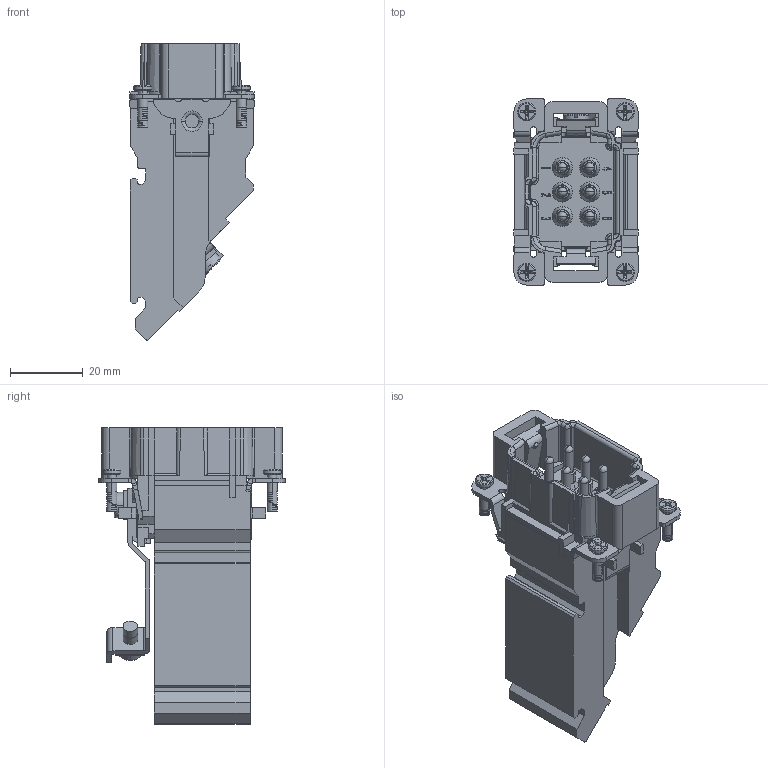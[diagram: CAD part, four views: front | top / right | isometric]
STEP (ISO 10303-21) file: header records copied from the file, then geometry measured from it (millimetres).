
FILE_DESCRIPTION((''),'2;1');
FILE_NAME('10-B','2017-09-08T',('tl.yang'),(''),'PRO/ENGINEER BY PARAMETRIC TECHNOLOGY CORPORATION, 2011500','PRO/ENGINEER BY PARAMETRIC TECHNOLOGY CORPORATION, 2011500','');
FILE_SCHEMA(('CONFIG_CONTROL_DESIGN'));
Length unit declared in the file: millimetre
Products named in the file (1): 10-B
Bounding box: 34 x 51 x 81.22 mm (x, y, z)
Volume: 48812 mm3; surface area: 20245 mm2
Topology: 1 solids, 2 shells, 1320 faces, 4047 edges, 2747 vertices
Faces by surface type: plane 938, cylinder 239, cone 60, bspline 50, sphere 24, torus 9
Entity records: 48440 total; most frequent: CARTESIAN_POINT 12475, ORIENTED_EDGE 8054, DIRECTION 6738, EDGE_CURVE 4027, VECTOR 3106, LINE 3106, VERTEX_POINT 2747, AXIS2_PLACEMENT_3D 1816
